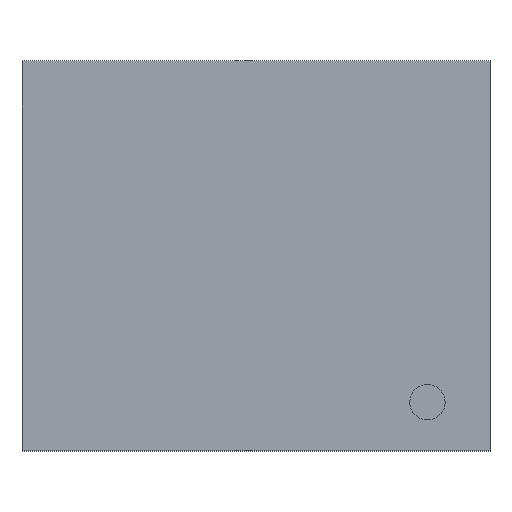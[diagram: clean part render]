
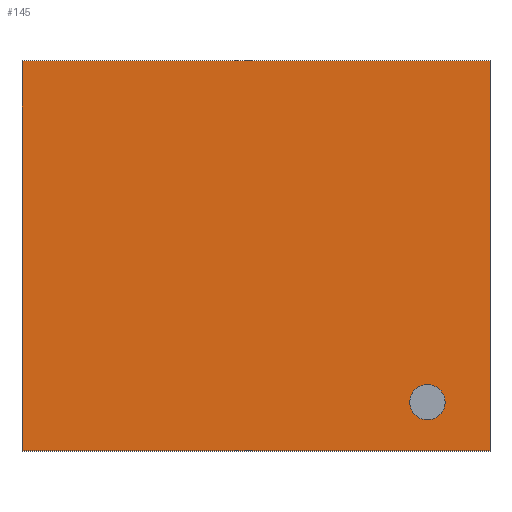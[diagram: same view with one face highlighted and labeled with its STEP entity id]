
A CAD part, top view. The second image highlights one B-rep face of the part: STEP entity #145.
In plain terms, the highlighted planar face has unit normal (0, 0, 1).
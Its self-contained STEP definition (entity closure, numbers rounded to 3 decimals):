
#38=FACE_OUTER_BOUND('',#47,.T.);
#47=EDGE_LOOP('',(#119,#120,#121,#122));
#54=LINE('',#248,#67);
#57=LINE('',#254,#70);
#60=LINE('',#260,#73);
#63=LINE('',#264,#76);
#67=VECTOR('',#200,10.);
#70=VECTOR('',#205,10.);
#73=VECTOR('',#210,10.);
#76=VECTOR('',#215,10.);
#80=VERTEX_POINT('',#245);
#81=VERTEX_POINT('',#247);
#83=VERTEX_POINT('',#253);
#85=VERTEX_POINT('',#259);
#90=EDGE_CURVE('',#81,#80,#54,.T.);
#93=EDGE_CURVE('',#83,#81,#57,.T.);
#96=EDGE_CURVE('',#85,#83,#60,.T.);
#99=EDGE_CURVE('',#80,#85,#63,.T.);
#119=ORIENTED_EDGE('',*,*,#99,.T.);
#120=ORIENTED_EDGE('',*,*,#96,.T.);
#121=ORIENTED_EDGE('',*,*,#93,.T.);
#122=ORIENTED_EDGE('',*,*,#90,.T.);
#137=PLANE('',#181);
#145=ADVANCED_FACE('',(#38),#137,.T.);
#181=AXIS2_PLACEMENT_3D('',#265,#216,#217);
#200=DIRECTION('',(0.,1.,0.));
#205=DIRECTION('',(1.,0.,0.));
#210=DIRECTION('',(0.,-1.,0.));
#215=DIRECTION('',(-1.,0.,0.));
#216=DIRECTION('center_axis',(0.,0.,1.));
#217=DIRECTION('ref_axis',(1.,0.,0.));
#245=CARTESIAN_POINT('',(1.5,1.25,0.86));
#247=CARTESIAN_POINT('',(1.5,-1.25,0.86));
#248=CARTESIAN_POINT('',(1.5,1.25,0.86));
#253=CARTESIAN_POINT('',(-1.5,-1.25,0.86));
#254=CARTESIAN_POINT('',(1.5,-1.25,0.86));
#259=CARTESIAN_POINT('',(-1.5,1.25,0.86));
#260=CARTESIAN_POINT('',(-1.5,-1.25,0.86));
#264=CARTESIAN_POINT('',(-1.5,1.25,0.86));
#265=CARTESIAN_POINT('Origin',(0.,0.,0.86));
